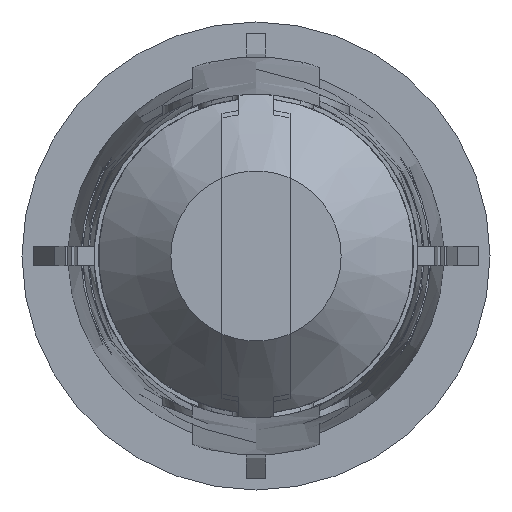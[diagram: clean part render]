
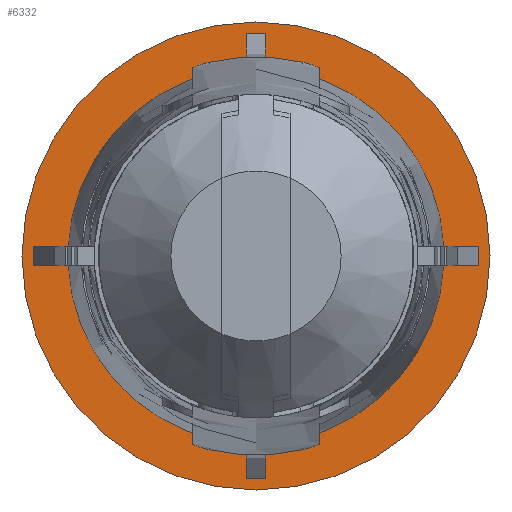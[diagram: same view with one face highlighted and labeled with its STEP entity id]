
A CAD part, left-side view. The second image highlights one B-rep face of the part: STEP entity #6332.
In plain terms, the highlighted planar face has unit normal (-1, 0, 0).
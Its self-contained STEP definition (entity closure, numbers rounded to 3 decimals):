
#111=CIRCLE('',#6633,4.42);
#115=CIRCLE('',#6637,4.42);
#123=CIRCLE('',#6649,4.42);
#127=CIRCLE('',#6653,4.42);
#132=CIRCLE('',#6667,5.5);
#787=ORIENTED_EDGE('',*,*,#2205,.F.);
#788=ORIENTED_EDGE('',*,*,#2206,.F.);
#789=ORIENTED_EDGE('',*,*,#2121,.T.);
#790=ORIENTED_EDGE('',*,*,#2207,.F.);
#791=ORIENTED_EDGE('',*,*,#2208,.F.);
#792=ORIENTED_EDGE('',*,*,#2209,.T.);
#793=ORIENTED_EDGE('',*,*,#2177,.T.);
#794=ORIENTED_EDGE('',*,*,#2210,.F.);
#795=ORIENTED_EDGE('',*,*,#2211,.T.);
#796=ORIENTED_EDGE('',*,*,#2212,.T.);
#797=ORIENTED_EDGE('',*,*,#2161,.T.);
#798=ORIENTED_EDGE('',*,*,#2213,.F.);
#799=ORIENTED_EDGE('',*,*,#2214,.T.);
#800=ORIENTED_EDGE('',*,*,#2215,.T.);
#801=ORIENTED_EDGE('',*,*,#2137,.T.);
#802=ORIENTED_EDGE('',*,*,#2216,.T.);
#803=ORIENTED_EDGE('',*,*,#2217,.F.);
#2121=EDGE_CURVE('',#2829,#2828,#111,.T.);
#2137=EDGE_CURVE('',#2845,#2844,#115,.T.);
#2161=EDGE_CURVE('',#2869,#2868,#123,.T.);
#2177=EDGE_CURVE('',#2885,#2884,#127,.T.);
#2205=EDGE_CURVE('',#2904,#2905,#3244,.T.);
#2206=EDGE_CURVE('',#2829,#2904,#3245,.T.);
#2207=EDGE_CURVE('',#2906,#2828,#3246,.T.);
#2208=EDGE_CURVE('',#2907,#2906,#3247,.T.);
#2209=EDGE_CURVE('',#2907,#2885,#3248,.T.);
#2210=EDGE_CURVE('',#2908,#2884,#3249,.T.);
#2211=EDGE_CURVE('',#2908,#2909,#3250,.T.);
#2212=EDGE_CURVE('',#2909,#2869,#3251,.T.);
#2213=EDGE_CURVE('',#2910,#2868,#3252,.T.);
#2214=EDGE_CURVE('',#2910,#2911,#3253,.T.);
#2215=EDGE_CURVE('',#2911,#2845,#3254,.T.);
#2216=EDGE_CURVE('',#2844,#2905,#3255,.T.);
#2217=EDGE_CURVE('',#2912,#2912,#132,.T.);
#2828=VERTEX_POINT('',#8480);
#2829=VERTEX_POINT('',#8482);
#2844=VERTEX_POINT('',#8554);
#2845=VERTEX_POINT('',#8556);
#2868=VERTEX_POINT('',#8638);
#2869=VERTEX_POINT('',#8640);
#2884=VERTEX_POINT('',#8712);
#2885=VERTEX_POINT('',#8714);
#2904=VERTEX_POINT('',#8783);
#2905=VERTEX_POINT('',#8784);
#2906=VERTEX_POINT('',#8787);
#2907=VERTEX_POINT('',#8789);
#2908=VERTEX_POINT('',#8792);
#2909=VERTEX_POINT('',#8794);
#2910=VERTEX_POINT('',#8797);
#2911=VERTEX_POINT('',#8799);
#2912=VERTEX_POINT('',#8803);
#3244=LINE('',#8782,#3560);
#3245=LINE('',#8785,#3561);
#3246=LINE('',#8786,#3562);
#3247=LINE('',#8788,#3563);
#3248=LINE('',#8790,#3564);
#3249=LINE('',#8791,#3565);
#3250=LINE('',#8793,#3566);
#3251=LINE('',#8795,#3567);
#3252=LINE('',#8796,#3568);
#3253=LINE('',#8798,#3569);
#3254=LINE('',#8800,#3570);
#3255=LINE('',#8801,#3571);
#3560=VECTOR('',#7211,1000.);
#3561=VECTOR('',#7212,1000.);
#3562=VECTOR('',#7213,1000.);
#3563=VECTOR('',#7214,1000.);
#3564=VECTOR('',#7215,1000.);
#3565=VECTOR('',#7216,1000.);
#3566=VECTOR('',#7217,1000.);
#3567=VECTOR('',#7218,1000.);
#3568=VECTOR('',#7219,1000.);
#3569=VECTOR('',#7220,1000.);
#3570=VECTOR('',#7221,1000.);
#3571=VECTOR('',#7222,1000.);
#3844=EDGE_LOOP('',(#787,#788,#789,#790,#791,#792,#793,#794,#795,#796,#797,
#798,#799,#800,#801,#802));
#3845=EDGE_LOOP('',(#803));
#4128=FACE_BOUND('',#3844,.T.);
#4129=FACE_BOUND('',#3845,.T.);
#4402=PLANE('',#6666);
#6332=ADVANCED_FACE('',(#4128,#4129),#4402,.F.);
#6633=AXIS2_PLACEMENT_3D('',#8481,#7127,#7128);
#6637=AXIS2_PLACEMENT_3D('',#8555,#7135,#7136);
#6649=AXIS2_PLACEMENT_3D('',#8639,#7159,#7160);
#6653=AXIS2_PLACEMENT_3D('',#8713,#7167,#7168);
#6666=AXIS2_PLACEMENT_3D('',#8781,#7209,#7210);
#6667=AXIS2_PLACEMENT_3D('',#8802,#7223,#7224);
#7127=DIRECTION('',(1.,0.,0.));
#7128=DIRECTION('',(0.,0.,-1.));
#7135=DIRECTION('',(1.,0.,0.));
#7136=DIRECTION('',(0.,0.,-1.));
#7159=DIRECTION('',(1.,0.,0.));
#7160=DIRECTION('',(0.,0.,-1.));
#7167=DIRECTION('',(1.,0.,0.));
#7168=DIRECTION('',(0.,0.,-1.));
#7209=DIRECTION('',(1.,0.,0.));
#7210=DIRECTION('',(0.,0.,-1.));
#7211=DIRECTION('',(0.,-1.,0.));
#7212=DIRECTION('',(0.,0.,-1.));
#7213=DIRECTION('',(0.,-1.,0.));
#7214=DIRECTION('',(0.,0.,-1.));
#7215=DIRECTION('',(0.,-1.,0.));
#7216=DIRECTION('',(0.,0.,-1.));
#7217=DIRECTION('',(0.,-1.,0.));
#7218=DIRECTION('',(0.,0.,-1.));
#7219=DIRECTION('',(0.,1.,0.));
#7220=DIRECTION('',(0.,0.,-1.));
#7221=DIRECTION('',(0.,1.,0.));
#7222=DIRECTION('',(0.,0.,-1.));
#7223=DIRECTION('',(1.,0.,0.));
#7224=DIRECTION('',(0.,0.,-1.));
#8480=CARTESIAN_POINT('',(-0.5,4.414,-0.225));
#8481=CARTESIAN_POINT('',(-0.5,0.,0.));
#8482=CARTESIAN_POINT('',(-0.5,0.225,-4.414));
#8554=CARTESIAN_POINT('',(-0.5,-0.225,-4.414));
#8555=CARTESIAN_POINT('',(-0.5,0.,0.));
#8556=CARTESIAN_POINT('',(-0.5,-4.414,-0.225));
#8638=CARTESIAN_POINT('',(-0.5,-4.414,0.225));
#8639=CARTESIAN_POINT('',(-0.5,0.,0.));
#8640=CARTESIAN_POINT('',(-0.5,-0.225,4.414));
#8712=CARTESIAN_POINT('',(-0.5,0.225,4.414));
#8713=CARTESIAN_POINT('',(-0.5,0.,0.));
#8714=CARTESIAN_POINT('',(-0.5,4.414,0.225));
#8781=CARTESIAN_POINT('',(-0.5,4.42,0.));
#8782=CARTESIAN_POINT('',(-0.5,0.225,-4.802));
#8783=CARTESIAN_POINT('',(-0.5,0.225,-4.802));
#8784=CARTESIAN_POINT('',(-0.5,-0.225,-4.802));
#8785=CARTESIAN_POINT('',(-0.5,0.225,4.802));
#8786=CARTESIAN_POINT('',(-0.5,4.42,-0.225));
#8787=CARTESIAN_POINT('',(-0.5,4.781,-0.225));
#8788=CARTESIAN_POINT('',(-0.5,4.781,0.));
#8789=CARTESIAN_POINT('',(-0.5,4.781,0.225));
#8790=CARTESIAN_POINT('',(-0.5,4.42,0.225));
#8791=CARTESIAN_POINT('',(-0.5,0.225,4.802));
#8792=CARTESIAN_POINT('',(-0.5,0.225,4.802));
#8793=CARTESIAN_POINT('',(-0.5,0.225,4.802));
#8794=CARTESIAN_POINT('',(-0.5,-0.225,4.802));
#8795=CARTESIAN_POINT('',(-0.5,-0.225,4.802));
#8796=CARTESIAN_POINT('',(-0.5,-4.781,0.225));
#8797=CARTESIAN_POINT('',(-0.5,-4.781,0.225));
#8798=CARTESIAN_POINT('',(-0.5,-4.781,0.225));
#8799=CARTESIAN_POINT('',(-0.5,-4.781,-0.225));
#8800=CARTESIAN_POINT('',(-0.5,-4.781,-0.225));
#8801=CARTESIAN_POINT('',(-0.5,-0.225,4.802));
#8802=CARTESIAN_POINT('',(-0.5,0.,0.));
#8803=CARTESIAN_POINT('',(-0.5,0.,-5.5));
